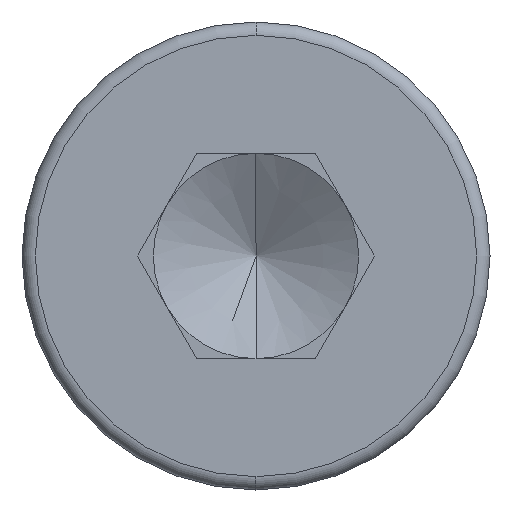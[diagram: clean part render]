
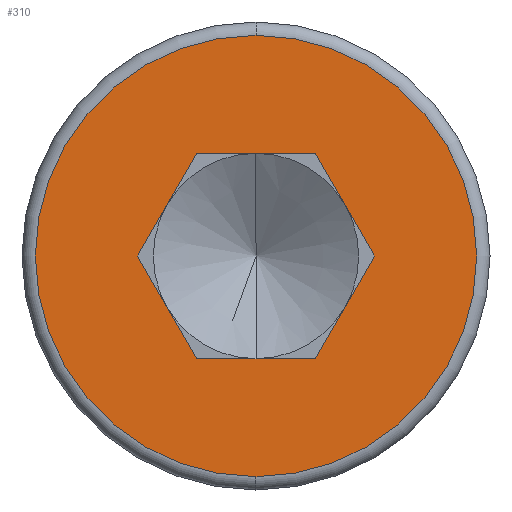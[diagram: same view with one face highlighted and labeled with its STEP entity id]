
A CAD part, left-side view. The second image highlights one B-rep face of the part: STEP entity #310.
In plain terms, the highlighted planar face has unit normal (-1, 0, 0).
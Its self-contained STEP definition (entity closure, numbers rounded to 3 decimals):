
#13 = EDGE_CURVE ( 'NONE', #642, #346, #614, .T. ) ;
#26 = EDGE_CURVE ( 'NONE', #346, #642, #162, .T. ) ;
#36 = CARTESIAN_POINT ( 'NONE',  ( 0., 0., 0. ) ) ;
#37 = EDGE_CURVE ( 'NONE', #466, #126, #175, .T. ) ;
#61 = FACE_BOUND ( 'NONE', #143, .T. ) ;
#65 = LINE ( 'NONE', #545, #150 ) ;
#66 = EDGE_CURVE ( 'NONE', #126, #429, #176, .T. ) ;
#86 = ORIENTED_EDGE ( 'NONE', *, *, #26, .T. ) ;
#92 = CARTESIAN_POINT ( 'NONE',  ( 0., 0.887, -1.536 ) ) ;
#104 = EDGE_CURVE ( 'NONE', #732, #429, #65, .T. ) ;
#126 = VERTEX_POINT ( 'NONE', #92 ) ;
#134 = CARTESIAN_POINT ( 'NONE',  ( 0., 0., 0. ) ) ;
#137 = CARTESIAN_POINT ( 'NONE',  ( 0., -0.887, 1.535 ) ) ;
#143 = EDGE_LOOP ( 'NONE', ( #454, #457, #634, #419, #360, #458 ) ) ;
#150 = VECTOR ( 'NONE', #754, 1000. ) ;
#154 = EDGE_CURVE ( 'NONE', #567, #732, #502, .T. ) ;
#162 = CIRCLE ( 'NONE', #744, 3.3 ) ;
#163 = AXIS2_PLACEMENT_3D ( 'NONE', #536, #730, #531 ) ;
#166 = DIRECTION ( 'NONE',  ( 0., 0., 1. ) ) ;
#175 = LINE ( 'NONE', #731, #554 ) ;
#176 = LINE ( 'NONE', #783, #489 ) ;
#177 = CARTESIAN_POINT ( 'NONE',  ( 0., -0.887, 1.535 ) ) ;
#201 = VERTEX_POINT ( 'NONE', #464 ) ;
#222 = EDGE_CURVE ( 'NONE', #567, #201, #233, .T. ) ;
#232 = CARTESIAN_POINT ( 'NONE',  ( 0., -0.887, 1.535 ) ) ;
#233 = LINE ( 'NONE', #232, #308 ) ;
#252 = VECTOR ( 'NONE', #316, 1000. ) ;
#308 = VECTOR ( 'NONE', #665, 1000. ) ;
#310 = ADVANCED_FACE ( 'NONE', ( #61, #449 ), #371, .T. ) ;
#316 = DIRECTION ( 'NONE',  ( 0., -0.5, -0.866 ) ) ;
#328 = AXIS2_PLACEMENT_3D ( 'NONE', #134, #592, #166 ) ;
#346 = VERTEX_POINT ( 'NONE', #587 ) ;
#360 = ORIENTED_EDGE ( 'NONE', *, *, #66, .F. ) ;
#371 = PLANE ( 'NONE',  #163 ) ;
#406 = DIRECTION ( 'NONE',  ( -1., 0., 0. ) ) ;
#408 = VECTOR ( 'NONE', #515, 1000. ) ;
#419 = ORIENTED_EDGE ( 'NONE', *, *, #104, .T. ) ;
#429 = VERTEX_POINT ( 'NONE', #581 ) ;
#449 = FACE_OUTER_BOUND ( 'NONE', #713, .T. ) ;
#454 = ORIENTED_EDGE ( 'NONE', *, *, #606, .T. ) ;
#457 = ORIENTED_EDGE ( 'NONE', *, *, #222, .F. ) ;
#458 = ORIENTED_EDGE ( 'NONE', *, *, #37, .F. ) ;
#464 = CARTESIAN_POINT ( 'NONE',  ( 0., 0.887, 1.535 ) ) ;
#466 = VERTEX_POINT ( 'NONE', #703 ) ;
#489 = VECTOR ( 'NONE', #494, 1000. ) ;
#494 = DIRECTION ( 'NONE',  ( 0., -1., 0. ) ) ;
#502 = LINE ( 'NONE', #137, #252 ) ;
#515 = DIRECTION ( 'NONE',  ( 0., -0.5, 0.866 ) ) ;
#520 = CARTESIAN_POINT ( 'NONE',  ( 0., 0., 3.3 ) ) ;
#531 = DIRECTION ( 'NONE',  ( 0., 0., 1. ) ) ;
#536 = CARTESIAN_POINT ( 'NONE',  ( 0., 0., 0. ) ) ;
#545 = CARTESIAN_POINT ( 'NONE',  ( 0., -1.773, 0. ) ) ;
#554 = VECTOR ( 'NONE', #569, 1000. ) ;
#567 = VERTEX_POINT ( 'NONE', #177 ) ;
#569 = DIRECTION ( 'NONE',  ( 0., -0.5, -0.866 ) ) ;
#577 = LINE ( 'NONE', #586, #408 ) ;
#581 = CARTESIAN_POINT ( 'NONE',  ( 0., -0.887, -1.536 ) ) ;
#586 = CARTESIAN_POINT ( 'NONE',  ( 0., 1.773, 0. ) ) ;
#587 = CARTESIAN_POINT ( 'NONE',  ( 0., 0., -3.3 ) ) ;
#592 = DIRECTION ( 'NONE',  ( -1., 0., 0. ) ) ;
#606 = EDGE_CURVE ( 'NONE', #466, #201, #577, .T. ) ;
#614 = CIRCLE ( 'NONE', #328, 3.3 ) ;
#634 = ORIENTED_EDGE ( 'NONE', *, *, #154, .T. ) ;
#642 = VERTEX_POINT ( 'NONE', #520 ) ;
#665 = DIRECTION ( 'NONE',  ( 0., 1., 0. ) ) ;
#686 = ORIENTED_EDGE ( 'NONE', *, *, #13, .T. ) ;
#703 = CARTESIAN_POINT ( 'NONE',  ( 0., 1.773, 0. ) ) ;
#713 = EDGE_LOOP ( 'NONE', ( #686, #86 ) ) ;
#718 = CARTESIAN_POINT ( 'NONE',  ( 0., -1.773, 0. ) ) ;
#730 = DIRECTION ( 'NONE',  ( -1., 0., 0. ) ) ;
#731 = CARTESIAN_POINT ( 'NONE',  ( 0., 1.773, 0. ) ) ;
#732 = VERTEX_POINT ( 'NONE', #718 ) ;
#737 = DIRECTION ( 'NONE',  ( 0., 0., 1. ) ) ;
#744 = AXIS2_PLACEMENT_3D ( 'NONE', #36, #406, #737 ) ;
#754 = DIRECTION ( 'NONE',  ( 0., 0.5, -0.866 ) ) ;
#783 = CARTESIAN_POINT ( 'NONE',  ( 0., 0.887, -1.536 ) ) ;
